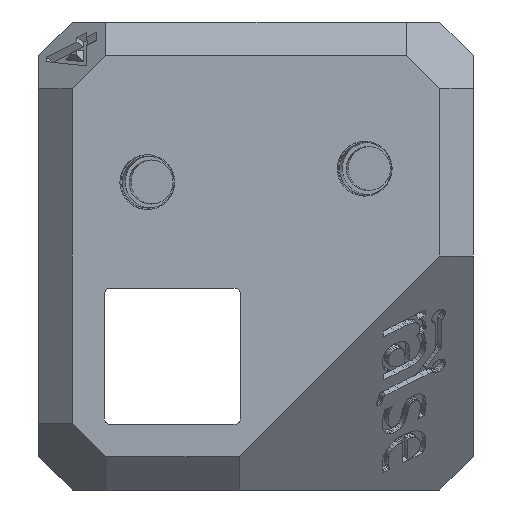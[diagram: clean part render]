
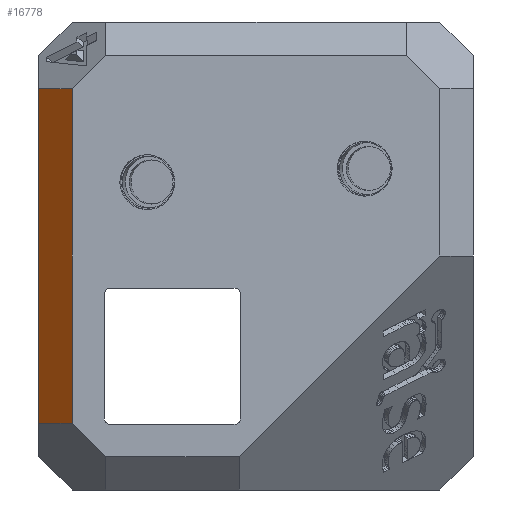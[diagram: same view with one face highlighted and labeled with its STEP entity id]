
A CAD part, left-side view. The second image highlights one B-rep face of the part: STEP entity #16778.
In plain terms, the highlighted planar face has unit normal (-0.707, 0.707, 0).
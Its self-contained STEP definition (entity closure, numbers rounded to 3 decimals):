
#520 = VECTOR ( 'NONE', #27710, 1000. ) ;
#1686 = CARTESIAN_POINT ( 'NONE',  ( -47.5, 47.5, 25. ) ) ;
#3120 = EDGE_CURVE ( 'NONE', #21245, #46140, #47516, .T. ) ;
#4765 = PLANE ( 'NONE',  #7183 ) ;
#4906 = ORIENTED_EDGE ( 'NONE', *, *, #16044, .T. ) ;
#7183 = AXIS2_PLACEMENT_3D ( 'NONE', #14974, #45662, #12295 ) ;
#7493 = ORIENTED_EDGE ( 'NONE', *, *, #32555, .T. ) ;
#7784 = CARTESIAN_POINT ( 'NONE',  ( -35., 60., 25. ) ) ;
#10493 = CARTESIAN_POINT ( 'NONE',  ( -30., 65., -25. ) ) ;
#12295 = DIRECTION ( 'NONE',  ( 0., 0., -1. ) ) ;
#13138 = DIRECTION ( 'NONE',  ( 0., 0., 1. ) ) ;
#13582 = VECTOR ( 'NONE', #17324, 1000. ) ;
#14974 = CARTESIAN_POINT ( 'NONE',  ( -30., 65., 0. ) ) ;
#16044 = EDGE_CURVE ( 'NONE', #46424, #46306, #24799, .T. ) ;
#16778 = ADVANCED_FACE ( 'NONE', ( #37378 ), #4765, .F. ) ;
#17324 = DIRECTION ( 'NONE',  ( 0., 0., -1. ) ) ;
#19134 = CARTESIAN_POINT ( 'NONE',  ( -30., 65., 25. ) ) ;
#20671 = LINE ( 'NONE', #24300, #520 ) ;
#20832 = ORIENTED_EDGE ( 'NONE', *, *, #27288, .T. ) ;
#21245 = VERTEX_POINT ( 'NONE', #19134 ) ;
#24300 = CARTESIAN_POINT ( 'NONE',  ( -30., 65., -25. ) ) ;
#24799 = LINE ( 'NONE', #31623, #30699 ) ;
#27288 = EDGE_CURVE ( 'NONE', #46140, #46424, #20671, .T. ) ;
#27710 = DIRECTION ( 'NONE',  ( -0.707, -0.707, 0. ) ) ;
#29626 = VECTOR ( 'NONE', #42574, 1000. ) ;
#30137 = LINE ( 'NONE', #1686, #29626 ) ;
#30661 = CARTESIAN_POINT ( 'NONE',  ( -35., 60., -25. ) ) ;
#30699 = VECTOR ( 'NONE', #13138, 1000. ) ;
#31623 = CARTESIAN_POINT ( 'NONE',  ( -35., 60., 35. ) ) ;
#32555 = EDGE_CURVE ( 'NONE', #46306, #21245, #30137, .T. ) ;
#34744 = EDGE_LOOP ( 'NONE', ( #7493, #41349, #20832, #4906 ) ) ;
#37378 = FACE_OUTER_BOUND ( 'NONE', #34744, .T. ) ;
#40197 = CARTESIAN_POINT ( 'NONE',  ( -30., 65., 0. ) ) ;
#41349 = ORIENTED_EDGE ( 'NONE', *, *, #3120, .T. ) ;
#42574 = DIRECTION ( 'NONE',  ( 0.707, 0.707, 0. ) ) ;
#45662 = DIRECTION ( 'NONE',  ( 0.707, -0.707, 0. ) ) ;
#46140 = VERTEX_POINT ( 'NONE', #10493 ) ;
#46306 = VERTEX_POINT ( 'NONE', #7784 ) ;
#46424 = VERTEX_POINT ( 'NONE', #30661 ) ;
#47516 = LINE ( 'NONE', #40197, #13582 ) ;
